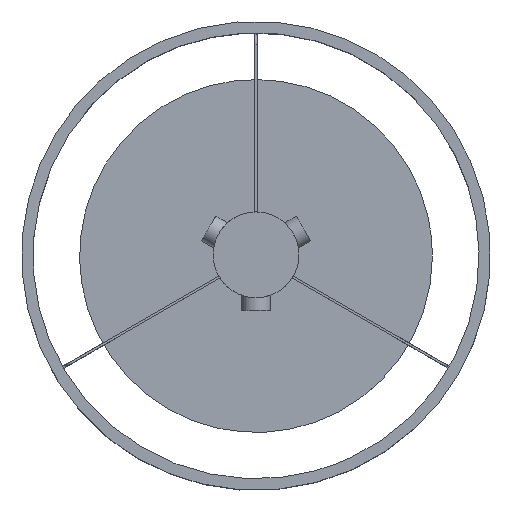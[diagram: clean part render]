
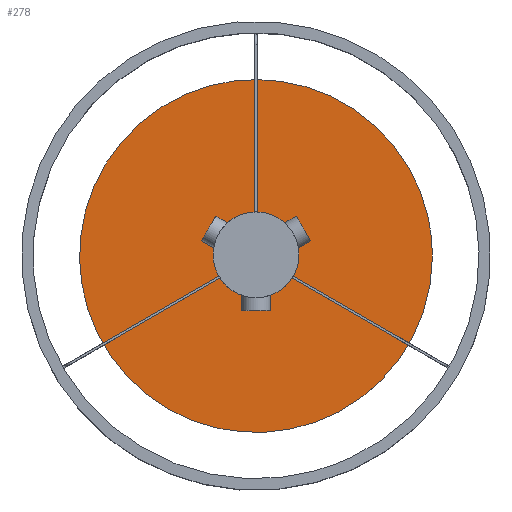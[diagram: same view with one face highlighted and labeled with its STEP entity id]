
A CAD part, top view. The second image highlights one B-rep face of the part: STEP entity #278.
In plain terms, the highlighted planar face has unit normal (0, 0, 1).
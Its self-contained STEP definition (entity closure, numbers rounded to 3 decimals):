
#278=ADVANCED_FACE('',(#407),#1959,.T.);
#407=FACE_OUTER_BOUND('',#540,.T.);
#540=EDGE_LOOP('',(#1135));
#1135=ORIENTED_EDGE('',*,*,#1432,.F.);
#1432=EDGE_CURVE('',#1921,#1921,#1730,.T.);
#1730=(
BOUNDED_CURVE()
B_SPLINE_CURVE(2,(#5043,#5044,#5045,#5046,#5047,#5048,#5049,#5050,#5051),
 .UNSPECIFIED.,.T.,.F.)
B_SPLINE_CURVE_WITH_KNOTS((3,2,2,2,3),(0.,369.059,738.117,
1107.176,1476.234),.UNSPECIFIED.)
CURVE()
GEOMETRIC_REPRESENTATION_ITEM()
RATIONAL_B_SPLINE_CURVE((1.,0.707,1.,0.707,1.,0.707,
1.,0.707,1.))
REPRESENTATION_ITEM('')
);
#1921=VERTEX_POINT('',#5041);
#1959=PLANE('',#2106);
#2106=AXIS2_PLACEMENT_3D('',#5039,#2148,$);
#2148=DIRECTION('',(0.,0.,1.));
#5039=CARTESIAN_POINT('',(-293.688,293.687,42.117));
#5041=CARTESIAN_POINT('',(234.95,0.,42.117));
#5043=CARTESIAN_POINT('',(234.95,0.,42.117));
#5044=CARTESIAN_POINT('',(234.95,-234.95,42.117));
#5045=CARTESIAN_POINT('',(0.,-234.95,42.117));
#5046=CARTESIAN_POINT('',(-234.95,-234.95,42.117));
#5047=CARTESIAN_POINT('',(-234.95,0.,42.117));
#5048=CARTESIAN_POINT('',(-234.95,234.95,42.117));
#5049=CARTESIAN_POINT('',(0.,234.95,42.117));
#5050=CARTESIAN_POINT('',(234.95,234.95,42.117));
#5051=CARTESIAN_POINT('',(234.95,0.,42.117));
